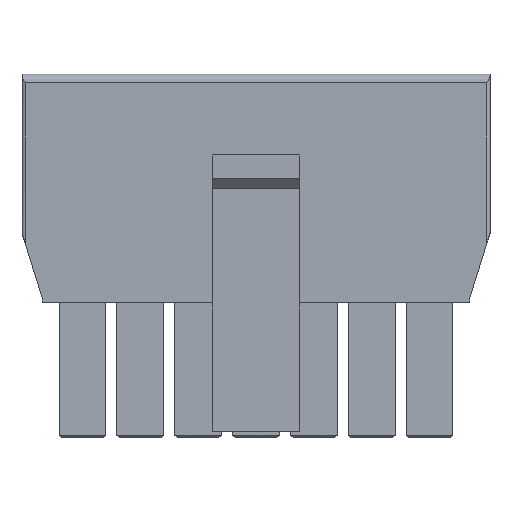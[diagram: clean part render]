
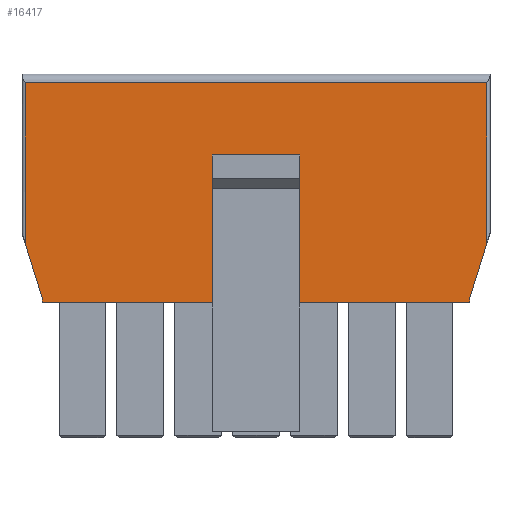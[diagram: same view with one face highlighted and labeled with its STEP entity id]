
A CAD part, top view. The second image highlights one B-rep face of the part: STEP entity #16417.
In plain terms, the highlighted planar face has unit normal (0, 0, 1).
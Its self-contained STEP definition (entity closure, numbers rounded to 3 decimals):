
#4052=ORIENTED_EDGE('',*,*,#6745,.F.);
#4053=ORIENTED_EDGE('',*,*,#6807,.F.);
#4054=ORIENTED_EDGE('',*,*,#6730,.T.);
#4055=ORIENTED_EDGE('',*,*,#6808,.F.);
#4056=ORIENTED_EDGE('',*,*,#6809,.T.);
#4057=ORIENTED_EDGE('',*,*,#6810,.T.);
#4058=ORIENTED_EDGE('',*,*,#6811,.F.);
#4059=ORIENTED_EDGE('',*,*,#6812,.T.);
#4060=ORIENTED_EDGE('',*,*,#6813,.T.);
#4061=ORIENTED_EDGE('',*,*,#6814,.T.);
#4062=ORIENTED_EDGE('',*,*,#6815,.T.);
#4063=ORIENTED_EDGE('',*,*,#6705,.T.);
#4064=ORIENTED_EDGE('',*,*,#6773,.T.);
#4065=ORIENTED_EDGE('',*,*,#6681,.T.);
#4066=ORIENTED_EDGE('',*,*,#6802,.T.);
#4067=ORIENTED_EDGE('',*,*,#6749,.T.);
#6681=EDGE_CURVE('',#8320,#8319,#10484,.T.);
#6705=EDGE_CURVE('',#8340,#8341,#10507,.T.);
#6730=EDGE_CURVE('',#8359,#8361,#10526,.T.);
#6745=EDGE_CURVE('',#8372,#8373,#10536,.T.);
#6749=EDGE_CURVE('',#8377,#8376,#10538,.T.);
#6773=EDGE_CURVE('',#8341,#8320,#10560,.T.);
#6802=EDGE_CURVE('',#8319,#8377,#10589,.T.);
#6807=EDGE_CURVE('',#8359,#8372,#10594,.T.);
#6808=EDGE_CURVE('',#8373,#8361,#10595,.T.);
#6809=EDGE_CURVE('',#8423,#8424,#10596,.T.);
#6810=EDGE_CURVE('',#8424,#8425,#10597,.T.);
#6811=EDGE_CURVE('',#8426,#8425,#10598,.T.);
#6812=EDGE_CURVE('',#8426,#8423,#10599,.T.);
#6813=EDGE_CURVE('',#8376,#8427,#10600,.T.);
#6814=EDGE_CURVE('',#8427,#8428,#10601,.T.);
#6815=EDGE_CURVE('',#8428,#8340,#10602,.T.);
#8319=VERTEX_POINT('',#25429);
#8320=VERTEX_POINT('',#25431);
#8340=VERTEX_POINT('',#25478);
#8341=VERTEX_POINT('',#25479);
#8359=VERTEX_POINT('',#25522);
#8361=VERTEX_POINT('',#25526);
#8372=VERTEX_POINT('',#25557);
#8373=VERTEX_POINT('',#25559);
#8376=VERTEX_POINT('',#25566);
#8377=VERTEX_POINT('',#25568);
#8423=VERTEX_POINT('',#25680);
#8424=VERTEX_POINT('',#25681);
#8425=VERTEX_POINT('',#25683);
#8426=VERTEX_POINT('',#25685);
#8427=VERTEX_POINT('',#25688);
#8428=VERTEX_POINT('',#25690);
#10484=LINE('',#25430,#12761);
#10507=LINE('',#25477,#12784);
#10526=LINE('',#25527,#12803);
#10536=LINE('',#25558,#12813);
#10538=LINE('',#25567,#12815);
#10560=LINE('',#25613,#12837);
#10589=LINE('',#25667,#12866);
#10594=LINE('',#25677,#12871);
#10595=LINE('',#25678,#12872);
#10596=LINE('',#25679,#12873);
#10597=LINE('',#25682,#12874);
#10598=LINE('',#25684,#12875);
#10599=LINE('',#25686,#12876);
#10600=LINE('',#25687,#12877);
#10601=LINE('',#25689,#12878);
#10602=LINE('',#25691,#12879);
#12761=VECTOR('',#20801,1000.);
#12784=VECTOR('',#20832,1000.);
#12803=VECTOR('',#20869,1000.);
#12813=VECTOR('',#20899,1000.);
#12815=VECTOR('',#20907,1000.);
#12837=VECTOR('',#20941,1000.);
#12866=VECTOR('',#20972,1000.);
#12871=VECTOR('',#20979,1000.);
#12872=VECTOR('',#20980,1000.);
#12873=VECTOR('',#20981,1000.);
#12874=VECTOR('',#20982,1000.);
#12875=VECTOR('',#20983,1000.);
#12876=VECTOR('',#20984,1000.);
#12877=VECTOR('',#20985,1000.);
#12878=VECTOR('',#20986,1000.);
#12879=VECTOR('',#20987,1000.);
#13837=EDGE_LOOP('',(#4052,#4053,#4054,#4055));
#13838=EDGE_LOOP('',(#4056,#4057,#4058,#4059));
#13839=EDGE_LOOP('',(#4060,#4061,#4062,#4063,#4064,#4065,#4066,#4067));
#14734=FACE_BOUND('',#13837,.T.);
#14735=FACE_BOUND('',#13838,.T.);
#14736=FACE_BOUND('',#13839,.T.);
#15584=PLANE('',#17300);
#16417=ADVANCED_FACE('',(#14734,#14735,#14736),#15584,.T.);
#17300=AXIS2_PLACEMENT_3D('',#25676,#20977,#20978);
#20801=DIRECTION('',(1.,0.,0.));
#20832=DIRECTION('',(0.297,-0.955,0.));
#20869=DIRECTION('',(-1.,0.,0.));
#20899=DIRECTION('',(-1.,0.,0.));
#20907=DIRECTION('',(0.297,0.955,0.));
#20941=DIRECTION('',(0.,-1.,0.));
#20972=DIRECTION('',(0.,1.,0.));
#20977=DIRECTION('',(0.,0.,1.));
#20978=DIRECTION('',(1.,0.,0.));
#20979=DIRECTION('',(0.,1.,0.));
#20980=DIRECTION('',(0.,-1.,0.));
#20981=DIRECTION('',(-1.,0.,0.));
#20982=DIRECTION('',(0.,1.,0.));
#20983=DIRECTION('',(-1.,0.,0.));
#20984=DIRECTION('',(0.,-1.,0.));
#20985=DIRECTION('',(0.,1.,0.));
#20986=DIRECTION('',(-1.,0.,0.));
#20987=DIRECTION('',(0.,-1.,0.));
#25429=CARTESIAN_POINT('',(9.22,-2.98,2.97));
#25430=CARTESIAN_POINT('',(-9.22,-2.98,2.97));
#25431=CARTESIAN_POINT('',(-9.22,-2.98,2.97));
#25477=CARTESIAN_POINT('',(-10.1,0.,2.97));
#25478=CARTESIAN_POINT('',(-9.95,-0.482,2.97));
#25479=CARTESIAN_POINT('',(-9.22,-2.83,2.97));
#25522=CARTESIAN_POINT('',(-1.,-2.59,2.97));
#25526=CARTESIAN_POINT('',(-1.88,-2.59,2.97));
#25527=CARTESIAN_POINT('',(1.88,-2.59,2.97));
#25557=CARTESIAN_POINT('',(-1.,-0.82,2.97));
#25558=CARTESIAN_POINT('',(1.88,-0.82,2.97));
#25559=CARTESIAN_POINT('',(-1.88,-0.82,2.97));
#25566=CARTESIAN_POINT('',(9.95,-0.482,2.97));
#25567=CARTESIAN_POINT('',(10.1,0.,2.97));
#25568=CARTESIAN_POINT('',(9.22,-2.83,2.97));
#25613=CARTESIAN_POINT('',(-9.22,-2.83,2.97));
#25667=CARTESIAN_POINT('',(9.22,-2.83,2.97));
#25676=CARTESIAN_POINT('',(0.,0.,2.97));
#25677=CARTESIAN_POINT('',(-1.,-5.79,2.97));
#25678=CARTESIAN_POINT('',(-1.88,-0.82,2.97));
#25679=CARTESIAN_POINT('',(1.88,-2.59,2.97));
#25680=CARTESIAN_POINT('',(1.88,-2.59,2.97));
#25681=CARTESIAN_POINT('',(1.,-2.59,2.97));
#25682=CARTESIAN_POINT('',(1.,-5.79,2.97));
#25683=CARTESIAN_POINT('',(1.,-0.82,2.97));
#25684=CARTESIAN_POINT('',(1.88,-0.82,2.97));
#25685=CARTESIAN_POINT('',(1.88,-0.82,2.97));
#25686=CARTESIAN_POINT('',(1.88,-0.82,2.97));
#25687=CARTESIAN_POINT('',(9.95,6.87,2.97));
#25688=CARTESIAN_POINT('',(9.95,6.49,2.97));
#25689=CARTESIAN_POINT('',(-9.95,6.49,2.97));
#25690=CARTESIAN_POINT('',(-9.95,6.49,2.97));
#25691=CARTESIAN_POINT('',(-9.95,0.,2.97));
